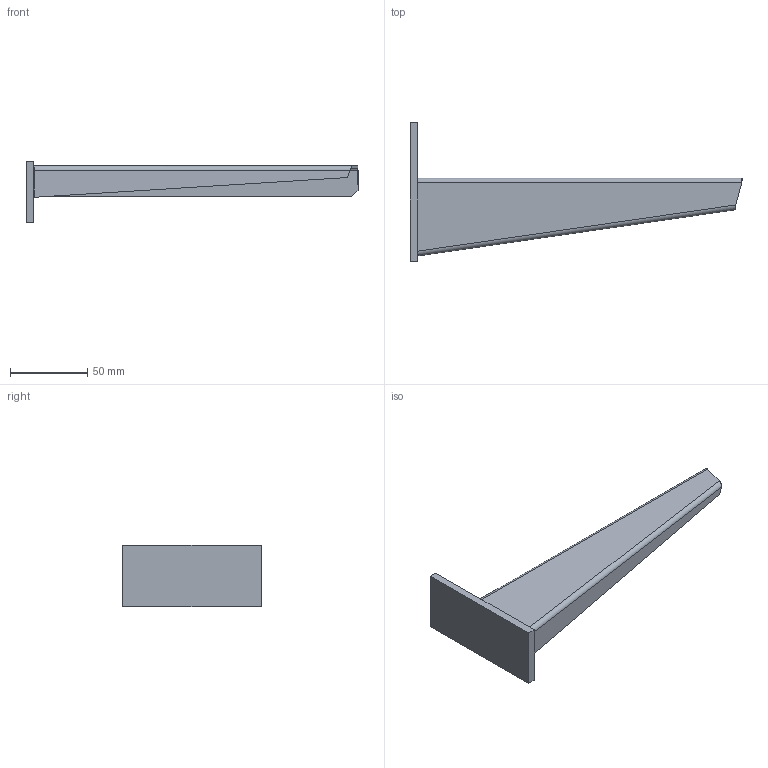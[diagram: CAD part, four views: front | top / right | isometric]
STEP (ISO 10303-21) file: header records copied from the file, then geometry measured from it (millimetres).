
FILE_DESCRIPTION (( 'STEP AP214' ), '1' );
FILE_NAME ('6420915.stp', '2017-01-09T13:31:19', ( '' ), ( '' ), 'SwSTEP 2.0', 'SolidWorks 2016', '' );
FILE_SCHEMA (( 'AUTOMOTIVE_DESIGN' ));
Length unit declared in the file: millimetre
Products named in the file (3): 081248_L=90; 6420915; KTS 04.019-053_Standard
Assembly tree (2 placements, depth 2):
  6420915
    KTS 04.019-053_Standard
    081248_L=90
Bounding box: 215 x 90 x 40 mm (x, y, z)
Volume: 38075.7 mm3; surface area: 36082.4 mm2
Topology: 2 solids, 2 shells, 31 faces, 65 edges, 38 vertices
Faces by surface type: plane 23, bspline 4, cylinder 4
Entity records: 974 total; most frequent: CARTESIAN_POINT 250, ORIENTED_EDGE 130, DIRECTION 118, EDGE_CURVE 65, VECTOR 46, LINE 46, VERTEX_POINT 38, AXIS2_PLACEMENT_3D 36
